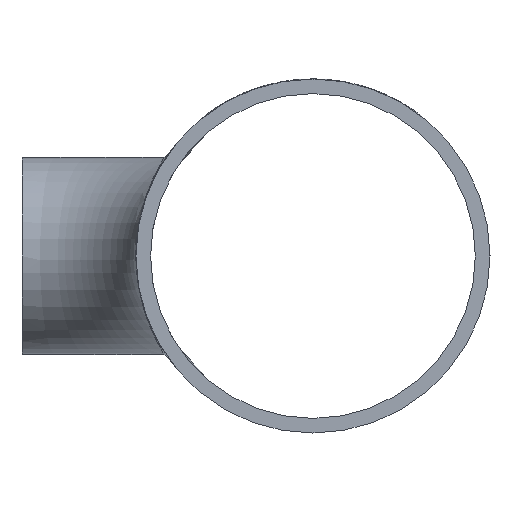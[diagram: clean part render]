
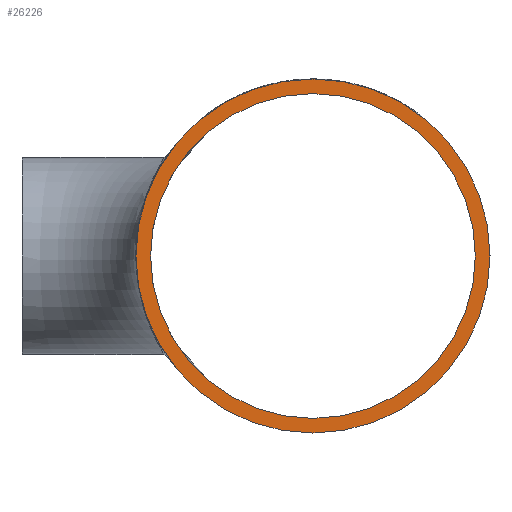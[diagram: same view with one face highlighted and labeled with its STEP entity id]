
A CAD part, left-side view. The second image highlights one B-rep face of the part: STEP entity #26226.
In plain terms, the highlighted planar face has unit normal (-1, 0, 0).
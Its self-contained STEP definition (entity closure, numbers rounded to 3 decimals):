
#958 = EDGE_CURVE ( 'NONE', #7605, #7605, #11123, .T. ) ;
#2684 = CARTESIAN_POINT ( 'NONE',  ( -57., -39.69, 0. ) ) ;
#4193 = VERTEX_POINT ( 'NONE', #16980 ) ;
#4867 = EDGE_LOOP ( 'NONE', ( #5818 ) ) ;
#5512 = AXIS2_PLACEMENT_3D ( 'NONE', #2684, #26146, #11237 ) ;
#5818 = ORIENTED_EDGE ( 'NONE', *, *, #958, .F. ) ;
#6465 = DIRECTION ( 'NONE',  ( 0., 0., -1. ) ) ;
#6519 = FACE_OUTER_BOUND ( 'NONE', #4867, .T. ) ;
#6600 = EDGE_LOOP ( 'NONE', ( #26703 ) ) ;
#7028 = AXIS2_PLACEMENT_3D ( 'NONE', #19686, #19544, #6465 ) ;
#7605 = VERTEX_POINT ( 'NONE', #14158 ) ;
#8355 = FACE_BOUND ( 'NONE', #6600, .T. ) ;
#11123 = CIRCLE ( 'NONE', #26993, 24.15 ) ;
#11237 = DIRECTION ( 'NONE',  ( 0., 0., -1. ) ) ;
#14158 = CARTESIAN_POINT ( 'NONE',  ( -57., -39.69, -24.15 ) ) ;
#15611 = DIRECTION ( 'NONE',  ( 1., 0., 0. ) ) ;
#16980 = CARTESIAN_POINT ( 'NONE',  ( -57., -39.69, -22.15 ) ) ;
#19544 = DIRECTION ( 'NONE',  ( 1., 0., 0. ) ) ;
#19686 = CARTESIAN_POINT ( 'NONE',  ( -57., -39.69, 0. ) ) ;
#20023 = DIRECTION ( 'NONE',  ( 0., 0., -1. ) ) ;
#20250 = EDGE_CURVE ( 'NONE', #4193, #4193, #21563, .T. ) ;
#20436 = CARTESIAN_POINT ( 'NONE',  ( -57., -39.69, 0. ) ) ;
#21563 = CIRCLE ( 'NONE', #7028, 22.15 ) ;
#26146 = DIRECTION ( 'NONE',  ( 1., 0., 0. ) ) ;
#26226 = ADVANCED_FACE ( 'NONE', ( #8355, #6519 ), #26562, .F. ) ;
#26562 = PLANE ( 'NONE',  #5512 ) ;
#26703 = ORIENTED_EDGE ( 'NONE', *, *, #20250, .T. ) ;
#26993 = AXIS2_PLACEMENT_3D ( 'NONE', #20436, #15611, #20023 ) ;
